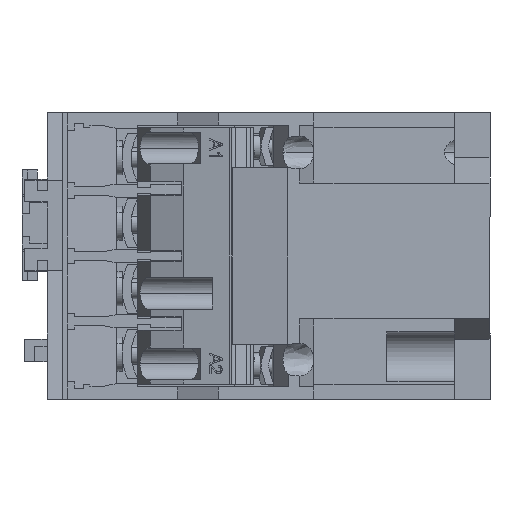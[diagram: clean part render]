
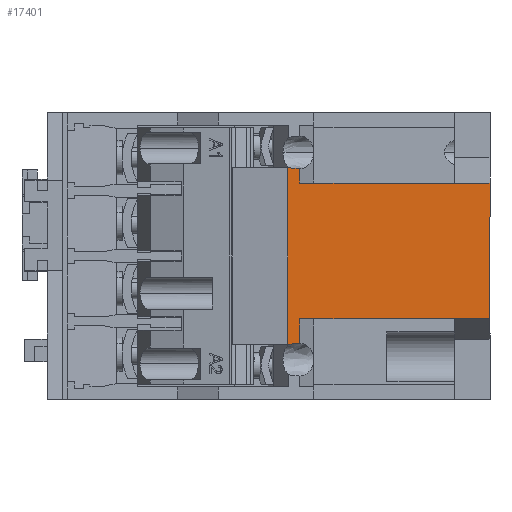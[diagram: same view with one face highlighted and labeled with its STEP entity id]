
A CAD part, left-side view. The second image highlights one B-rep face of the part: STEP entity #17401.
In plain terms, the highlighted planar face has unit normal (-1, 0, 0).
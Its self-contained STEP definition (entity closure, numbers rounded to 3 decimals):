
#4 = EDGE_CURVE ( 'NONE', #57495, #44527, #55606, .T. ) ;
#226 = LINE ( 'NONE', #37387, #44782 ) ;
#446 = VECTOR ( 'NONE', #14062, 1000. ) ;
#589 = CARTESIAN_POINT ( 'NONE',  ( -41.75, 37.8, -17.35 ) ) ;
#1056 = CARTESIAN_POINT ( 'NONE',  ( -41.75, 40., -10.879 ) ) ;
#1188 = CARTESIAN_POINT ( 'NONE',  ( -41.75, 40., 17.6 ) ) ;
#1296 = DIRECTION ( 'NONE',  ( 0., 1., 0. ) ) ;
#1752 = FACE_OUTER_BOUND ( 'NONE', #16306, .T. ) ;
#2078 = CARTESIAN_POINT ( 'NONE',  ( -41.75, 37.8, 17.35 ) ) ;
#2723 = ORIENTED_EDGE ( 'NONE', *, *, #27483, .F. ) ;
#3715 = ORIENTED_EDGE ( 'NONE', *, *, #11717, .T. ) ;
#3749 = CARTESIAN_POINT ( 'NONE',  ( -41.75, 0., 14.5 ) ) ;
#4123 = VERTEX_POINT ( 'NONE', #55026 ) ;
#4186 = EDGE_CURVE ( 'NONE', #31198, #23911, #31698, .T. ) ;
#5316 = ORIENTED_EDGE ( 'NONE', *, *, #14190, .F. ) ;
#6340 = B_SPLINE_CURVE_WITH_KNOTS ( 'NONE', 3,
 ( #2078, #28649, #42042, #15427 ),
 .UNSPECIFIED., .F., .F.,
 ( 4, 4 ),
 ( 0.016, 0.019 ),
 .UNSPECIFIED. ) ;
#6367 = ORIENTED_EDGE ( 'NONE', *, *, #34297, .T. ) ;
#6678 = VECTOR ( 'NONE', #50766, 1000. ) ;
#7058 = EDGE_CURVE ( 'NONE', #56628, #44527, #226, .T. ) ;
#7073 = VERTEX_POINT ( 'NONE', #10914 ) ;
#8469 = CARTESIAN_POINT ( 'NONE',  ( -41.75, 37.8, 10.879 ) ) ;
#8867 = ORIENTED_EDGE ( 'NONE', *, *, #4, .F. ) ;
#9053 = CARTESIAN_POINT ( 'NONE',  ( -41.75, 7., -12.5 ) ) ;
#9060 = LINE ( 'NONE', #12252, #19491 ) ;
#9813 = LINE ( 'NONE', #8469, #54397 ) ;
#10302 = CARTESIAN_POINT ( 'NONE',  ( -41.75, 40., 10.879 ) ) ;
#10914 = CARTESIAN_POINT ( 'NONE',  ( -41.75, 40., -17.6 ) ) ;
#11698 = LINE ( 'NONE', #32956, #33971 ) ;
#11717 = EDGE_CURVE ( 'NONE', #7073, #23911, #40862, .T. ) ;
#12252 = CARTESIAN_POINT ( 'NONE',  ( -41.75, 0., 14.5 ) ) ;
#12266 = CARTESIAN_POINT ( 'NONE',  ( -41.75, 7., 14.5 ) ) ;
#13433 = VERTEX_POINT ( 'NONE', #9053 ) ;
#14062 = DIRECTION ( 'NONE',  ( 0., 1., 0. ) ) ;
#14190 = EDGE_CURVE ( 'NONE', #56628, #34413, #31378, .T. ) ;
#15427 = CARTESIAN_POINT ( 'NONE',  ( -41.75, 40., 17.6 ) ) ;
#15655 = CARTESIAN_POINT ( 'NONE',  ( -41.75, 37.8, 17.35 ) ) ;
#16306 = EDGE_LOOP ( 'NONE', ( #25310, #3715, #45392, #21455, #20428, #16676, #6367, #2723, #40486, #29617, #5316, #48605, #8867, #44096 ) ) ;
#16676 = ORIENTED_EDGE ( 'NONE', *, *, #41243, .F. ) ;
#16756 = DIRECTION ( 'NONE',  ( 0., -1., 0. ) ) ;
#17401 = ADVANCED_FACE ( 'NONE', ( #1752 ), #27891, .F. ) ;
#17576 = LINE ( 'NONE', #1056, #38430 ) ;
#18239 = AXIS2_PLACEMENT_3D ( 'NONE', #23417, #41108, #1296 ) ;
#19025 = VECTOR ( 'NONE', #56468, 1000. ) ;
#19300 = CARTESIAN_POINT ( 'NONE',  ( -41.75, 40., 17.5 ) ) ;
#19491 = VECTOR ( 'NONE', #21208, 1000. ) ;
#19658 = EDGE_CURVE ( 'NONE', #29083, #7073, #17576, .T. ) ;
#20428 = ORIENTED_EDGE ( 'NONE', *, *, #47995, .F. ) ;
#20851 = EDGE_CURVE ( 'NONE', #35528, #21616, #9813, .T. ) ;
#21208 = DIRECTION ( 'NONE',  ( 0., 1., 0. ) ) ;
#21320 = CARTESIAN_POINT ( 'NONE',  ( -41.75, 40., -17.5 ) ) ;
#21455 = ORIENTED_EDGE ( 'NONE', *, *, #54782, .F. ) ;
#21616 = VERTEX_POINT ( 'NONE', #15655 ) ;
#22729 = CARTESIAN_POINT ( 'NONE',  ( -41.75, 39.275, -17.452 ) ) ;
#23417 = CARTESIAN_POINT ( 'NONE',  ( -41.75, 54., 28.5 ) ) ;
#23752 = CARTESIAN_POINT ( 'NONE',  ( -41.75, 40.168, 17.5 ) ) ;
#23911 = VERTEX_POINT ( 'NONE', #49407 ) ;
#24891 = LINE ( 'NONE', #12266, #47207 ) ;
#25310 = ORIENTED_EDGE ( 'NONE', *, *, #19658, .T. ) ;
#26024 = VECTOR ( 'NONE', #38072, 1000. ) ;
#27030 = CARTESIAN_POINT ( 'NONE',  ( -41.75, 39.639, -17.514 ) ) ;
#27221 = CARTESIAN_POINT ( 'NONE',  ( -41.75, 38.17, -17.349 ) ) ;
#27483 = EDGE_CURVE ( 'NONE', #35528, #4123, #24891, .T. ) ;
#27891 = PLANE ( 'NONE',  #18239 ) ;
#28305 = CARTESIAN_POINT ( 'NONE',  ( -41.75, 37.8, -10.879 ) ) ;
#28649 = CARTESIAN_POINT ( 'NONE',  ( -41.75, 38.54, 17.349 ) ) ;
#29083 = VERTEX_POINT ( 'NONE', #21320 ) ;
#29084 = CARTESIAN_POINT ( 'NONE',  ( -41.75, 40.168, -20.371 ) ) ;
#29116 = CARTESIAN_POINT ( 'NONE',  ( -41.75, 40., -17.5 ) ) ;
#29617 = ORIENTED_EDGE ( 'NONE', *, *, #42089, .T. ) ;
#30859 = LINE ( 'NONE', #52003, #19025 ) ;
#31198 = VERTEX_POINT ( 'NONE', #55289 ) ;
#31378 = LINE ( 'NONE', #10302, #41806 ) ;
#31698 = LINE ( 'NONE', #28305, #6678 ) ;
#32002 = VERTEX_POINT ( 'NONE', #39778 ) ;
#32956 = CARTESIAN_POINT ( 'NONE',  ( -41.75, 0., -12.5 ) ) ;
#33971 = VECTOR ( 'NONE', #37444, 1000. ) ;
#34297 = EDGE_CURVE ( 'NONE', #52625, #4123, #9060, .T. ) ;
#34413 = VERTEX_POINT ( 'NONE', #1188 ) ;
#35528 = VERTEX_POINT ( 'NONE', #50869 ) ;
#36060 = CARTESIAN_POINT ( 'NONE',  ( -41.75, 7., -12.5 ) ) ;
#37387 = CARTESIAN_POINT ( 'NONE',  ( -41.75, 40., 17.5 ) ) ;
#37444 = DIRECTION ( 'NONE',  ( 0., 1., 0. ) ) ;
#37862 = LINE ( 'NONE', #29116, #26024 ) ;
#38072 = DIRECTION ( 'NONE',  ( 0., 1., 0. ) ) ;
#38430 = VECTOR ( 'NONE', #40690, 1000. ) ;
#39778 = CARTESIAN_POINT ( 'NONE',  ( -41.75, 0., -12.5 ) ) ;
#40434 = CARTESIAN_POINT ( 'NONE',  ( -41.75, 40., -17.6 ) ) ;
#40486 = ORIENTED_EDGE ( 'NONE', *, *, #20851, .T. ) ;
#40690 = DIRECTION ( 'NONE',  ( 0., 0., -1. ) ) ;
#40862 = B_SPLINE_CURVE_WITH_KNOTS ( 'NONE', 3,
 ( #40434, #27030, #22729, #53922, #27221, #589 ),
 .UNSPECIFIED., .F., .F.,
 ( 4, 2, 4 ),
 ( 0., 0.001, 0.002 ),
 .UNSPECIFIED. ) ;
#41108 = DIRECTION ( 'NONE',  ( 1., 0., 0. ) ) ;
#41243 = EDGE_CURVE ( 'NONE', #52625, #32002, #30859, .T. ) ;
#41394 = DIRECTION ( 'NONE',  ( 0., 0., 1. ) ) ;
#41806 = VECTOR ( 'NONE', #41394, 1000. ) ;
#42042 = CARTESIAN_POINT ( 'NONE',  ( -41.75, 39.279, 17.428 ) ) ;
#42089 = EDGE_CURVE ( 'NONE', #21616, #34413, #6340, .T. ) ;
#42290 = DIRECTION ( 'NONE',  ( 0., 0., 1. ) ) ;
#43744 = VECTOR ( 'NONE', #42290, 1000. ) ;
#44087 = DIRECTION ( 'NONE',  ( 0., 0., 1. ) ) ;
#44096 = ORIENTED_EDGE ( 'NONE', *, *, #51015, .F. ) ;
#44527 = VERTEX_POINT ( 'NONE', #23752 ) ;
#44782 = VECTOR ( 'NONE', #50871, 1000. ) ;
#45392 = ORIENTED_EDGE ( 'NONE', *, *, #4186, .F. ) ;
#47207 = VECTOR ( 'NONE', #16756, 1000. ) ;
#47995 = EDGE_CURVE ( 'NONE', #32002, #13433, #11698, .T. ) ;
#48605 = ORIENTED_EDGE ( 'NONE', *, *, #7058, .T. ) ;
#49189 = LINE ( 'NONE', #36060, #446 ) ;
#49407 = CARTESIAN_POINT ( 'NONE',  ( -41.75, 37.8, -17.35 ) ) ;
#49945 = CARTESIAN_POINT ( 'NONE',  ( -41.75, 40.168, -17.5 ) ) ;
#50766 = DIRECTION ( 'NONE',  ( 0., 0., -1. ) ) ;
#50869 = CARTESIAN_POINT ( 'NONE',  ( -41.75, 37.8, 14.5 ) ) ;
#50871 = DIRECTION ( 'NONE',  ( 0., 1., 0. ) ) ;
#51015 = EDGE_CURVE ( 'NONE', #29083, #57495, #37862, .T. ) ;
#52003 = CARTESIAN_POINT ( 'NONE',  ( -41.75, 0., 28.5 ) ) ;
#52625 = VERTEX_POINT ( 'NONE', #3749 ) ;
#53922 = CARTESIAN_POINT ( 'NONE',  ( -41.75, 38.54, -17.37 ) ) ;
#54397 = VECTOR ( 'NONE', #44087, 1000. ) ;
#54782 = EDGE_CURVE ( 'NONE', #13433, #31198, #49189, .T. ) ;
#55026 = CARTESIAN_POINT ( 'NONE',  ( -41.75, 7., 14.5 ) ) ;
#55289 = CARTESIAN_POINT ( 'NONE',  ( -41.75, 37.8, -12.5 ) ) ;
#55606 = LINE ( 'NONE', #29084, #43744 ) ;
#56468 = DIRECTION ( 'NONE',  ( 0., 0., -1. ) ) ;
#56628 = VERTEX_POINT ( 'NONE', #19300 ) ;
#57495 = VERTEX_POINT ( 'NONE', #49945 ) ;
